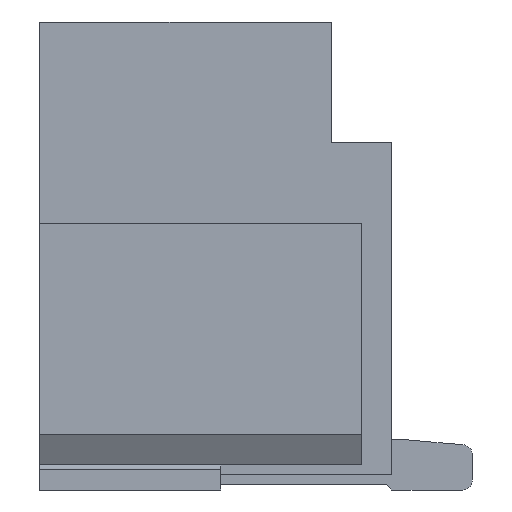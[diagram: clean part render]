
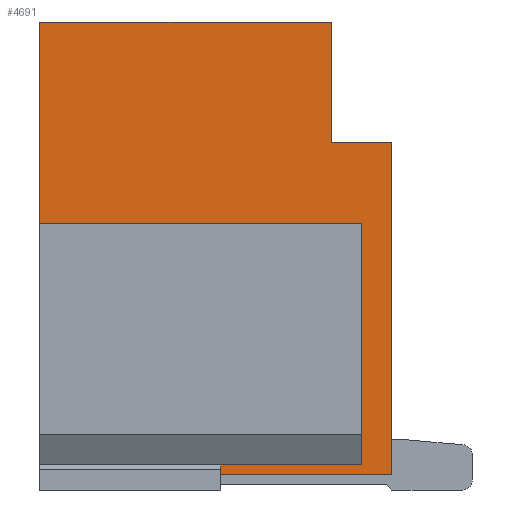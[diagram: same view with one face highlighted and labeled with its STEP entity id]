
A CAD part, left-side view. The second image highlights one B-rep face of the part: STEP entity #4691.
In plain terms, the highlighted planar face has unit normal (-1, 0, 0).
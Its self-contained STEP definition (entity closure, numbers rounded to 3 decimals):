
#196 = LINE ( 'NONE', #6672, #11969 ) ;
#294 = DIRECTION ( 'NONE',  ( 0., -1., 0. ) ) ;
#440 = CARTESIAN_POINT ( 'NONE',  ( -2.25, -1.05, 2.6 ) ) ;
#537 = DIRECTION ( 'NONE',  ( 0., 0., 1. ) ) ;
#874 = CARTESIAN_POINT ( 'NONE',  ( -2.25, 0.35, 2.6 ) ) ;
#1169 = VECTOR ( 'NONE', #294, 1000. ) ;
#1219 = CARTESIAN_POINT ( 'NONE',  ( -2.25, 2.15, 4.6 ) ) ;
#1312 = EDGE_CURVE ( 'NONE', #5322, #12902, #13755, .T. ) ;
#1432 = LINE ( 'NONE', #1600, #13982 ) ;
#1546 = DIRECTION ( 'NONE',  ( 0., 0., 1. ) ) ;
#1600 = CARTESIAN_POINT ( 'NONE',  ( -2.25, -1.35, 4.6 ) ) ;
#1628 = VERTEX_POINT ( 'NONE', #440 ) ;
#1724 = CARTESIAN_POINT ( 'NONE',  ( -2.25, -0.75, 4.6 ) ) ;
#1728 = AXIS2_PLACEMENT_3D ( 'NONE', #6591, #5128, #10615 ) ;
#2151 = VERTEX_POINT ( 'NONE', #14091 ) ;
#2802 = DIRECTION ( 'NONE',  ( 0., 0., 1. ) ) ;
#2895 = ORIENTED_EDGE ( 'NONE', *, *, #17148, .F. ) ;
#3666 = VECTOR ( 'NONE', #537, 1000. ) ;
#3751 = EDGE_CURVE ( 'NONE', #5322, #2151, #8168, .T. ) ;
#3778 = CARTESIAN_POINT ( 'NONE',  ( -2.25, 2.15, 0.1 ) ) ;
#3818 = LINE ( 'NONE', #9459, #14265 ) ;
#4163 = DIRECTION ( 'NONE',  ( 0., 0., 1. ) ) ;
#4365 = ORIENTED_EDGE ( 'NONE', *, *, #15895, .F. ) ;
#4691 = ADVANCED_FACE ( 'NONE', ( #7380, #14112 ), #7649, .F. ) ;
#5128 = DIRECTION ( 'NONE',  ( 1., 0., 0. ) ) ;
#5322 = VERTEX_POINT ( 'NONE', #14320 ) ;
#5758 = EDGE_CURVE ( 'NONE', #13150, #12072, #9816, .T. ) ;
#5797 = CARTESIAN_POINT ( 'NONE',  ( -2.25, 0.35, 0. ) ) ;
#5825 = VECTOR ( 'NONE', #1546, 1000. ) ;
#6048 = EDGE_CURVE ( 'NONE', #12902, #1628, #196, .T. ) ;
#6097 = LINE ( 'NONE', #7345, #15930 ) ;
#6591 = CARTESIAN_POINT ( 'NONE',  ( -2.25, 2.15, 4.6 ) ) ;
#6672 = CARTESIAN_POINT ( 'NONE',  ( -2.25, 2.15, 2.6 ) ) ;
#6796 = DIRECTION ( 'NONE',  ( 0., 0., 1. ) ) ;
#7013 = LINE ( 'NONE', #14944, #5825 ) ;
#7038 = VERTEX_POINT ( 'NONE', #11319 ) ;
#7064 = EDGE_CURVE ( 'NONE', #9653, #9720, #8298, .T. ) ;
#7286 = DIRECTION ( 'NONE',  ( 0., -1., 0. ) ) ;
#7345 = CARTESIAN_POINT ( 'NONE',  ( -2.25, -1.35, 0.1 ) ) ;
#7380 = FACE_BOUND ( 'NONE', #14474, .T. ) ;
#7617 = ORIENTED_EDGE ( 'NONE', *, *, #6048, .T. ) ;
#7649 = PLANE ( 'NONE',  #1728 ) ;
#8168 = LINE ( 'NONE', #13517, #1169 ) ;
#8298 = LINE ( 'NONE', #10843, #13098 ) ;
#8947 = ORIENTED_EDGE ( 'NONE', *, *, #12151, .T. ) ;
#9459 = CARTESIAN_POINT ( 'NONE',  ( -2.25, -1.05, 0. ) ) ;
#9653 = VERTEX_POINT ( 'NONE', #1219 ) ;
#9720 = VERTEX_POINT ( 'NONE', #1724 ) ;
#9816 = LINE ( 'NONE', #9889, #15278 ) ;
#9889 = CARTESIAN_POINT ( 'NONE',  ( -2.25, -0.75, 3.4 ) ) ;
#9906 = ORIENTED_EDGE ( 'NONE', *, *, #1312, .T. ) ;
#10615 = DIRECTION ( 'NONE',  ( 0., 0., -1. ) ) ;
#10722 = LINE ( 'NONE', #14721, #11000 ) ;
#10843 = CARTESIAN_POINT ( 'NONE',  ( -2.25, 2.15, 4.6 ) ) ;
#10948 = DIRECTION ( 'NONE',  ( 0., -1., 0. ) ) ;
#11000 = VECTOR ( 'NONE', #6796, 1000. ) ;
#11319 = CARTESIAN_POINT ( 'NONE',  ( -2.25, -1.35, 0.1 ) ) ;
#11466 = DIRECTION ( 'NONE',  ( 0., 1., 0. ) ) ;
#11782 = ORIENTED_EDGE ( 'NONE', *, *, #7064, .F. ) ;
#11825 = ORIENTED_EDGE ( 'NONE', *, *, #11936, .F. ) ;
#11936 = EDGE_CURVE ( 'NONE', #7038, #15048, #6097, .T. ) ;
#11969 = VECTOR ( 'NONE', #16108, 1000. ) ;
#12072 = VERTEX_POINT ( 'NONE', #17028 ) ;
#12151 = EDGE_CURVE ( 'NONE', #7038, #12072, #1432, .T. ) ;
#12180 = EDGE_LOOP ( 'NONE', ( #11825, #8947, #14155, #13347, #11782, #2895 ) ) ;
#12769 = CARTESIAN_POINT ( 'NONE',  ( -2.25, -0.75, 3.4 ) ) ;
#12902 = VERTEX_POINT ( 'NONE', #874 ) ;
#13098 = VECTOR ( 'NONE', #10948, 1000. ) ;
#13150 = VERTEX_POINT ( 'NONE', #12769 ) ;
#13347 = ORIENTED_EDGE ( 'NONE', *, *, #14314, .T. ) ;
#13415 = ORIENTED_EDGE ( 'NONE', *, *, #3751, .F. ) ;
#13517 = CARTESIAN_POINT ( 'NONE',  ( -2.25, 0.35, 0.2 ) ) ;
#13755 = LINE ( 'NONE', #5797, #3666 ) ;
#13982 = VECTOR ( 'NONE', #2802, 1000. ) ;
#14091 = CARTESIAN_POINT ( 'NONE',  ( -2.25, -1.05, 0.2 ) ) ;
#14112 = FACE_OUTER_BOUND ( 'NONE', #12180, .T. ) ;
#14155 = ORIENTED_EDGE ( 'NONE', *, *, #5758, .F. ) ;
#14265 = VECTOR ( 'NONE', #4163, 1000. ) ;
#14314 = EDGE_CURVE ( 'NONE', #13150, #9720, #7013, .T. ) ;
#14320 = CARTESIAN_POINT ( 'NONE',  ( -2.25, 0.35, 0.2 ) ) ;
#14474 = EDGE_LOOP ( 'NONE', ( #4365, #13415, #9906, #7617 ) ) ;
#14721 = CARTESIAN_POINT ( 'NONE',  ( -2.25, 2.15, 4.6 ) ) ;
#14944 = CARTESIAN_POINT ( 'NONE',  ( -2.25, -0.75, 3.4 ) ) ;
#15048 = VERTEX_POINT ( 'NONE', #3778 ) ;
#15278 = VECTOR ( 'NONE', #7286, 1000. ) ;
#15895 = EDGE_CURVE ( 'NONE', #2151, #1628, #3818, .T. ) ;
#15930 = VECTOR ( 'NONE', #11466, 1000. ) ;
#16108 = DIRECTION ( 'NONE',  ( 0., -1., 0. ) ) ;
#17028 = CARTESIAN_POINT ( 'NONE',  ( -2.25, -1.35, 3.4 ) ) ;
#17148 = EDGE_CURVE ( 'NONE', #15048, #9653, #10722, .T. ) ;
